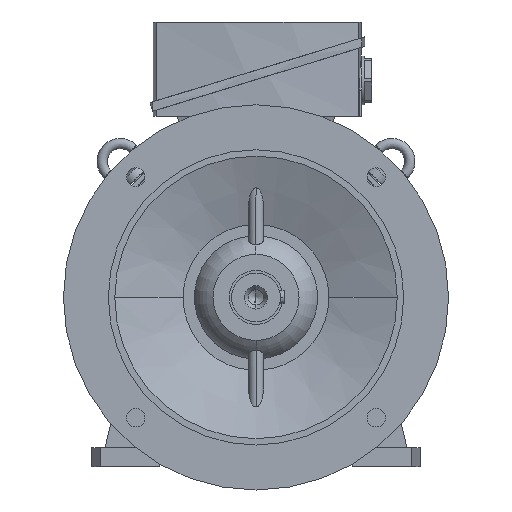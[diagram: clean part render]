
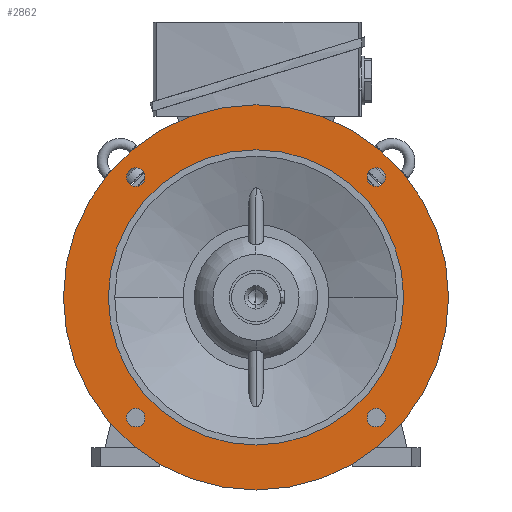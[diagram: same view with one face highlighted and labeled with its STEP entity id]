
A CAD part, left-side view. The second image highlights one B-rep face of the part: STEP entity #2862.
In plain terms, the highlighted planar face has unit normal (-1, 0, 0).
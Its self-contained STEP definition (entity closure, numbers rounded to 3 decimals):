
#2862=ADVANCED_FACE('',(#5776,#5777,#5778,#5779,#5780,#5781),#5782,.T.);
#5776=FACE_BOUND('',#8699,.T.);
#5777=FACE_BOUND('',#8700,.T.);
#5778=FACE_BOUND('',#8701,.T.);
#5779=FACE_BOUND('',#8702,.T.);
#5780=FACE_OUTER_BOUND('',#8703,.T.);
#5781=FACE_BOUND('',#8704,.T.);
#5782=PLANE('',#8705);
#8699=EDGE_LOOP('',(#17646,#17647));
#8700=EDGE_LOOP('',(#17648,#17649));
#8701=EDGE_LOOP('',(#17650,#17651));
#8702=EDGE_LOOP('',(#17652,#17653));
#8703=EDGE_LOOP('',(#17654,#17655));
#8704=EDGE_LOOP('',(#17656,#17657));
#8705=AXIS2_PLACEMENT_3D('',#17658,#17659,#17660);
#17646=ORIENTED_EDGE('',*,*,#21140,.T.);
#17647=ORIENTED_EDGE('',*,*,#17892,.T.);
#17648=ORIENTED_EDGE('',*,*,#21143,.T.);
#17649=ORIENTED_EDGE('',*,*,#17887,.T.);
#17650=ORIENTED_EDGE('',*,*,#21146,.T.);
#17651=ORIENTED_EDGE('',*,*,#17882,.T.);
#17652=ORIENTED_EDGE('',*,*,#21149,.T.);
#17653=ORIENTED_EDGE('',*,*,#17877,.T.);
#17654=ORIENTED_EDGE('',*,*,#17842,.F.);
#17655=ORIENTED_EDGE('',*,*,#21209,.F.);
#17656=ORIENTED_EDGE('',*,*,#17849,.T.);
#17657=ORIENTED_EDGE('',*,*,#21207,.T.);
#17658=CARTESIAN_POINT('',(-50.5,132.5,0.0));
#17659=DIRECTION('',(-1.0,0.0,0.0));
#17660=DIRECTION('',(0.0,-1.0,0.0));
#17842=EDGE_CURVE('',#21463,#21466,#21467,.T.);
#17849=EDGE_CURVE('',#21473,#21477,#21479,.T.);
#17877=EDGE_CURVE('',#21530,#21527,#21531,.T.);
#17882=EDGE_CURVE('',#21539,#21536,#21540,.T.);
#17887=EDGE_CURVE('',#21548,#21545,#21549,.T.);
#17892=EDGE_CURVE('',#21557,#21554,#21558,.T.);
#21140=EDGE_CURVE('',#21554,#21557,#26377,.T.);
#21143=EDGE_CURVE('',#21545,#21548,#26380,.T.);
#21146=EDGE_CURVE('',#21536,#21539,#26383,.T.);
#21149=EDGE_CURVE('',#21527,#21530,#26386,.T.);
#21207=EDGE_CURVE('',#21477,#21473,#26458,.T.);
#21209=EDGE_CURVE('',#21466,#21463,#26460,.T.);
#21463=VERTEX_POINT('',#26976);
#21466=VERTEX_POINT('',#26980);
#21467=CIRCLE('',#26981,150.0);
#21473=VERTEX_POINT('',#26988);
#21477=VERTEX_POINT('',#26993);
#21479=CIRCLE('',#26996,115.0);
#21527=VERTEX_POINT('',#27142);
#21530=VERTEX_POINT('',#27146);
#21531=CIRCLE('',#27147,7.25);
#21536=VERTEX_POINT('',#27153);
#21539=VERTEX_POINT('',#27157);
#21540=CIRCLE('',#27158,7.25);
#21545=VERTEX_POINT('',#27164);
#21548=VERTEX_POINT('',#27168);
#21549=CIRCLE('',#27169,7.25);
#21554=VERTEX_POINT('',#27175);
#21557=VERTEX_POINT('',#27179);
#21558=CIRCLE('',#27180,7.25);
#26377=CIRCLE('',#41231,7.25);
#26380=CIRCLE('',#41234,7.25);
#26383=CIRCLE('',#41237,7.25);
#26386=CIRCLE('',#41240,7.25);
#26458=CIRCLE('',#41386,115.0);
#26460=CIRCLE('',#41388,150.0);
#26976=CARTESIAN_POINT('',(-50.5,150.0,0.0));
#26980=CARTESIAN_POINT('',(-50.5,-150.0,0.));
#26981=AXIS2_PLACEMENT_3D('',#41536,#41537,#41538);
#26988=CARTESIAN_POINT('',(-50.5,115.0,0.0));
#26993=CARTESIAN_POINT('',(-50.5,-115.0,0.));
#26996=AXIS2_PLACEMENT_3D('',#41548,#41549,#41550);
#27142=CARTESIAN_POINT('',(-50.5,-98.818,98.818));
#27146=CARTESIAN_POINT('',(-50.5,-88.565,88.565));
#27147=AXIS2_PLACEMENT_3D('',#41599,#41600,#41601);
#27153=CARTESIAN_POINT('',(-50.5,98.818,98.818));
#27157=CARTESIAN_POINT('',(-50.5,88.565,88.565));
#27158=AXIS2_PLACEMENT_3D('',#41607,#41608,#41609);
#27164=CARTESIAN_POINT('',(-50.5,98.818,-98.818));
#27168=CARTESIAN_POINT('',(-50.5,88.565,-88.565));
#27169=AXIS2_PLACEMENT_3D('',#41615,#41616,#41617);
#27175=CARTESIAN_POINT('',(-50.5,-98.818,-98.818));
#27179=CARTESIAN_POINT('',(-50.5,-88.565,-88.565));
#27180=AXIS2_PLACEMENT_3D('',#41623,#41624,#41625);
#41231=AXIS2_PLACEMENT_3D('',#44529,#44530,#44531);
#41234=AXIS2_PLACEMENT_3D('',#44535,#44536,#44537);
#41237=AXIS2_PLACEMENT_3D('',#44541,#44542,#44543);
#41240=AXIS2_PLACEMENT_3D('',#44547,#44548,#44549);
#41386=AXIS2_PLACEMENT_3D('',#44594,#44595,#44596);
#41388=AXIS2_PLACEMENT_3D('',#44597,#44598,#44599);
#41536=CARTESIAN_POINT('',(-50.5,0.0,0.0));
#41537=DIRECTION('',(1.0,0.0,0.0));
#41538=DIRECTION('',(0.0,1.0,0.0));
#41548=CARTESIAN_POINT('',(-50.5,0.0,0.0));
#41549=DIRECTION('',(1.0,0.0,0.0));
#41550=DIRECTION('',(0.0,1.0,0.0));
#41599=CARTESIAN_POINT('',(-50.5,-93.692,93.692));
#41600=DIRECTION('',(1.0,0.0,-0.0));
#41601=DIRECTION('',(0.0,-0.707,0.707));
#41607=CARTESIAN_POINT('',(-50.5,93.692,93.692));
#41608=DIRECTION('',(1.0,0.0,-0.0));
#41609=DIRECTION('',(0.0,0.707,0.707));
#41615=CARTESIAN_POINT('',(-50.5,93.692,-93.692));
#41616=DIRECTION('',(1.0,-0.0,0.0));
#41617=DIRECTION('',(0.0,0.707,-0.707));
#41623=CARTESIAN_POINT('',(-50.5,-93.692,-93.692));
#41624=DIRECTION('',(1.0,0.0,0.0));
#41625=DIRECTION('',(0.0,-0.707,-0.707));
#44529=CARTESIAN_POINT('',(-50.5,-93.692,-93.692));
#44530=DIRECTION('',(1.0,0.0,0.0));
#44531=DIRECTION('',(0.0,-0.707,-0.707));
#44535=CARTESIAN_POINT('',(-50.5,93.692,-93.692));
#44536=DIRECTION('',(1.0,-0.0,0.0));
#44537=DIRECTION('',(0.0,0.707,-0.707));
#44541=CARTESIAN_POINT('',(-50.5,93.692,93.692));
#44542=DIRECTION('',(1.0,0.0,-0.0));
#44543=DIRECTION('',(0.0,0.707,0.707));
#44547=CARTESIAN_POINT('',(-50.5,-93.692,93.692));
#44548=DIRECTION('',(1.0,0.0,-0.0));
#44549=DIRECTION('',(0.0,-0.707,0.707));
#44594=CARTESIAN_POINT('',(-50.5,0.0,0.0));
#44595=DIRECTION('',(1.0,0.0,0.0));
#44596=DIRECTION('',(0.0,1.0,0.0));
#44597=CARTESIAN_POINT('',(-50.5,0.0,0.0));
#44598=DIRECTION('',(1.0,0.0,0.0));
#44599=DIRECTION('',(0.0,1.0,0.0));
